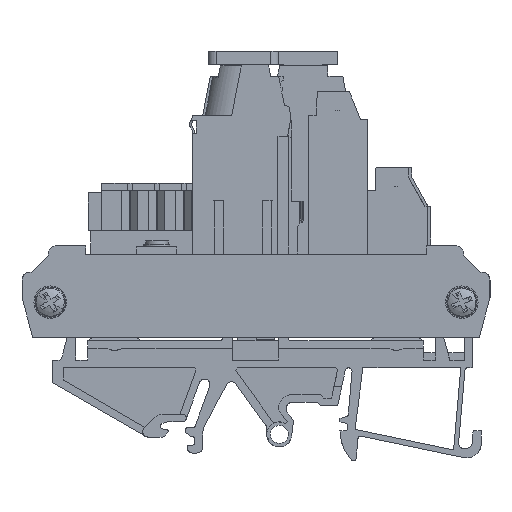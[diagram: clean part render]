
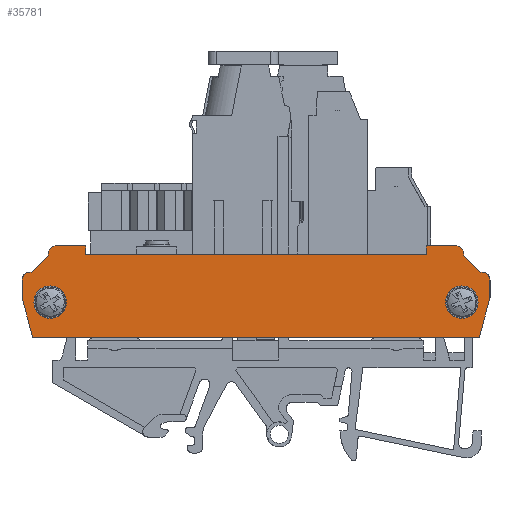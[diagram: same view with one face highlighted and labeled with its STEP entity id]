
A CAD part, left-side view. The second image highlights one B-rep face of the part: STEP entity #35781.
In plain terms, the highlighted planar face has unit normal (-1, 0, 0).
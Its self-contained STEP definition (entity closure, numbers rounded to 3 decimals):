
#2293=AXIS2_PLACEMENT_3D('Circle Axis2P3D',#2291,#2292,$) ;
#2334=AXIS2_PLACEMENT_3D('Circle Axis2P3D',#2332,#2333,$) ;
#35321=AXIS2_PLACEMENT_3D('Circle Axis2P3D',#35319,#35320,$) ;
#35339=AXIS2_PLACEMENT_3D('Circle Axis2P3D',#35337,#35338,$) ;
#35497=AXIS2_PLACEMENT_3D('Circle Axis2P3D',#35495,#35496,$) ;
#35540=AXIS2_PLACEMENT_3D('Circle Axis2P3D',#35538,#35539,$) ;
#35694=AXIS2_PLACEMENT_3D('Circle Axis2P3D',#35692,#35693,$) ;
#35737=AXIS2_PLACEMENT_3D('Circle Axis2P3D',#35735,#35736,$) ;
#35751=AXIS2_PLACEMENT_3D('Plane Axis2P3D',#35748,#35749,#35750) ;
#2288=CARTESIAN_POINT('Vertex',(0.,8.2,29.252)) ;
#2291=CARTESIAN_POINT('Axis2P3D Location',(0.,5.2,29.252)) ;
#2295=CARTESIAN_POINT('Vertex',(0.,2.2,29.252)) ;
#2329=CARTESIAN_POINT('Vertex',(0.,84.2,29.252)) ;
#2332=CARTESIAN_POINT('Axis2P3D Location',(0.,81.2,29.252)) ;
#2336=CARTESIAN_POINT('Vertex',(0.,78.2,29.252)) ;
#34854=CARTESIAN_POINT('Vertex',(0.,81.53,38.152)) ;
#34868=CARTESIAN_POINT('Vertex',(0.,81.53,37.922)) ;
#34871=CARTESIAN_POINT('Line Origine',(0.,81.53,38.037)) ;
#35165=CARTESIAN_POINT('Vertex',(0.,4.87,37.922)) ;
#35181=CARTESIAN_POINT('Vertex',(0.,4.87,38.152)) ;
#35184=CARTESIAN_POINT('Line Origine',(0.,4.87,38.037)) ;
#35319=CARTESIAN_POINT('Axis2P3D Location',(0.,81.2,29.252)) ;
#35337=CARTESIAN_POINT('Axis2P3D Location',(0.,5.2,29.252)) ;
#35359=CARTESIAN_POINT('Vertex',(0.,0.,30.084)) ;
#35366=CARTESIAN_POINT('Vertex',(0.,0.,33.292)) ;
#35369=CARTESIAN_POINT('Line Origine',(0.,0.,31.688)) ;
#35391=CARTESIAN_POINT('Vertex',(0.,1.965,22.752)) ;
#35394=CARTESIAN_POINT('Line Origine',(0.,0.982,26.418)) ;
#35412=CARTESIAN_POINT('Line Origine',(0.,43.2,22.752)) ;
#35416=CARTESIAN_POINT('Vertex',(0.,84.435,22.752)) ;
#35449=CARTESIAN_POINT('Vertex',(0.,86.4,30.084)) ;
#35452=CARTESIAN_POINT('Line Origine',(0.,85.418,26.418)) ;
#35474=CARTESIAN_POINT('Vertex',(0.,86.4,33.292)) ;
#35477=CARTESIAN_POINT('Line Origine',(0.,86.4,31.688)) ;
#35495=CARTESIAN_POINT('Axis2P3D Location',(0.,84.9,33.292)) ;
#35499=CARTESIAN_POINT('Vertex',(0.,84.677,34.775)) ;
#35520=CARTESIAN_POINT('Line Origine',(0.,83.103,36.349)) ;
#35538=CARTESIAN_POINT('Axis2P3D Location',(0.,80.03,38.152)) ;
#35542=CARTESIAN_POINT('Vertex',(0.,80.03,39.652)) ;
#35563=CARTESIAN_POINT('Line Origine',(0.,77.315,39.652)) ;
#35567=CARTESIAN_POINT('Vertex',(0.,74.6,39.652)) ;
#35590=CARTESIAN_POINT('Line Origine',(0.,74.6,38.852)) ;
#35594=CARTESIAN_POINT('Vertex',(0.,74.6,38.052)) ;
#35615=CARTESIAN_POINT('Line Origine',(0.,43.2,38.052)) ;
#35619=CARTESIAN_POINT('Vertex',(0.,11.8,38.052)) ;
#35640=CARTESIAN_POINT('Line Origine',(0.,11.8,38.852)) ;
#35644=CARTESIAN_POINT('Vertex',(0.,11.8,39.652)) ;
#35665=CARTESIAN_POINT('Line Origine',(0.,9.085,39.652)) ;
#35669=CARTESIAN_POINT('Vertex',(0.,6.37,39.652)) ;
#35692=CARTESIAN_POINT('Axis2P3D Location',(0.,6.37,38.152)) ;
#35714=CARTESIAN_POINT('Vertex',(0.,1.723,34.775)) ;
#35717=CARTESIAN_POINT('Line Origine',(0.,3.297,36.349)) ;
#35735=CARTESIAN_POINT('Axis2P3D Location',(0.,1.5,33.292)) ;
#35748=CARTESIAN_POINT('Axis2P3D Location',(0.,1.5,33.292)) ;
#2292=DIRECTION('Axis2P3D Direction',(-1.,0.,0.)) ;
#2333=DIRECTION('Axis2P3D Direction',(-1.,0.,0.)) ;
#34872=DIRECTION('Vector Direction',(0.,0.,-1.)) ;
#35185=DIRECTION('Vector Direction',(0.,0.,1.)) ;
#35320=DIRECTION('Axis2P3D Direction',(-1.,0.,0.)) ;
#35338=DIRECTION('Axis2P3D Direction',(-1.,0.,0.)) ;
#35370=DIRECTION('Vector Direction',(0.,0.,-1.)) ;
#35395=DIRECTION('Vector Direction',(0.,0.259,-0.966)) ;
#35413=DIRECTION('Vector Direction',(0.,1.,0.)) ;
#35453=DIRECTION('Vector Direction',(0.,0.259,0.966)) ;
#35478=DIRECTION('Vector Direction',(0.,0.,1.)) ;
#35496=DIRECTION('Axis2P3D Direction',(1.,0.,0.)) ;
#35521=DIRECTION('Vector Direction',(0.,-0.707,0.707)) ;
#35539=DIRECTION('Axis2P3D Direction',(1.,0.,0.)) ;
#35564=DIRECTION('Vector Direction',(0.,-1.,0.)) ;
#35591=DIRECTION('Vector Direction',(0.,0.,-1.)) ;
#35616=DIRECTION('Vector Direction',(0.,-1.,0.)) ;
#35641=DIRECTION('Vector Direction',(0.,0.,1.)) ;
#35666=DIRECTION('Vector Direction',(0.,-1.,0.)) ;
#35693=DIRECTION('Axis2P3D Direction',(1.,0.,0.)) ;
#35718=DIRECTION('Vector Direction',(0.,-0.707,-0.707)) ;
#35736=DIRECTION('Axis2P3D Direction',(1.,0.,0.)) ;
#35749=DIRECTION('Axis2P3D Direction',(1.,0.,0.)) ;
#35750=DIRECTION('Axis2P3D XDirection',(0.,1.,0.)) ;
#34873=VECTOR('Line Direction',#34872,1.) ;
#35186=VECTOR('Line Direction',#35185,1.) ;
#35371=VECTOR('Line Direction',#35370,1.) ;
#35396=VECTOR('Line Direction',#35395,1.) ;
#35414=VECTOR('Line Direction',#35413,1.) ;
#35454=VECTOR('Line Direction',#35453,1.) ;
#35479=VECTOR('Line Direction',#35478,1.) ;
#35522=VECTOR('Line Direction',#35521,1.) ;
#35565=VECTOR('Line Direction',#35564,1.) ;
#35592=VECTOR('Line Direction',#35591,1.) ;
#35617=VECTOR('Line Direction',#35616,1.) ;
#35642=VECTOR('Line Direction',#35641,1.) ;
#35667=VECTOR('Line Direction',#35666,1.) ;
#35719=VECTOR('Line Direction',#35718,1.) ;
#35754=ORIENTED_EDGE('',*,*,#35721,.F.) ;
#35755=ORIENTED_EDGE('',*,*,#35188,.T.) ;
#35756=ORIENTED_EDGE('',*,*,#35696,.F.) ;
#35757=ORIENTED_EDGE('',*,*,#35671,.F.) ;
#35758=ORIENTED_EDGE('',*,*,#35646,.F.) ;
#35759=ORIENTED_EDGE('',*,*,#35621,.F.) ;
#35760=ORIENTED_EDGE('',*,*,#35596,.F.) ;
#35761=ORIENTED_EDGE('',*,*,#35569,.F.) ;
#35762=ORIENTED_EDGE('',*,*,#35544,.F.) ;
#35763=ORIENTED_EDGE('',*,*,#34875,.T.) ;
#35764=ORIENTED_EDGE('',*,*,#35524,.F.) ;
#35765=ORIENTED_EDGE('',*,*,#35501,.F.) ;
#35766=ORIENTED_EDGE('',*,*,#35481,.F.) ;
#35767=ORIENTED_EDGE('',*,*,#35456,.F.) ;
#35768=ORIENTED_EDGE('',*,*,#35418,.F.) ;
#35769=ORIENTED_EDGE('',*,*,#35398,.F.) ;
#35770=ORIENTED_EDGE('',*,*,#35373,.F.) ;
#35771=ORIENTED_EDGE('',*,*,#35739,.F.) ;
#35774=ORIENTED_EDGE('',*,*,#35341,.F.) ;
#35775=ORIENTED_EDGE('',*,*,#2297,.F.) ;
#35778=ORIENTED_EDGE('',*,*,#35323,.F.) ;
#35779=ORIENTED_EDGE('',*,*,#2338,.F.) ;
#35776=FACE_BOUND('',#35773,.T.) ;
#35780=FACE_BOUND('',#35777,.T.) ;
#35781=ADVANCED_FACE('NONE',(#35772,#35776,#35780),#35752,.F.) ;
#2294=CIRCLE('generated circle',#2293,3.) ;
#2335=CIRCLE('generated circle',#2334,3.) ;
#35322=CIRCLE('generated circle',#35321,3.) ;
#35340=CIRCLE('generated circle',#35339,3.) ;
#35498=CIRCLE('generated circle',#35497,1.5) ;
#35541=CIRCLE('generated circle',#35540,1.5) ;
#35695=CIRCLE('generated circle',#35694,1.5) ;
#35738=CIRCLE('generated circle',#35737,1.5) ;
#2297=EDGE_CURVE('',#2289,#2296,#2294,.T.) ;
#2338=EDGE_CURVE('',#2330,#2337,#2335,.T.) ;
#34875=EDGE_CURVE('',#34855,#34869,#34874,.T.) ;
#35188=EDGE_CURVE('',#35166,#35182,#35187,.T.) ;
#35323=EDGE_CURVE('',#2337,#2330,#35322,.T.) ;
#35341=EDGE_CURVE('',#2296,#2289,#35340,.T.) ;
#35373=EDGE_CURVE('',#35367,#35360,#35372,.T.) ;
#35398=EDGE_CURVE('',#35360,#35392,#35397,.T.) ;
#35418=EDGE_CURVE('',#35392,#35417,#35415,.T.) ;
#35456=EDGE_CURVE('',#35417,#35450,#35455,.T.) ;
#35481=EDGE_CURVE('',#35450,#35475,#35480,.T.) ;
#35501=EDGE_CURVE('',#35475,#35500,#35498,.T.) ;
#35524=EDGE_CURVE('',#35500,#34869,#35523,.T.) ;
#35544=EDGE_CURVE('',#34855,#35543,#35541,.T.) ;
#35569=EDGE_CURVE('',#35543,#35568,#35566,.T.) ;
#35596=EDGE_CURVE('',#35568,#35595,#35593,.T.) ;
#35621=EDGE_CURVE('',#35595,#35620,#35618,.T.) ;
#35646=EDGE_CURVE('',#35620,#35645,#35643,.T.) ;
#35671=EDGE_CURVE('',#35645,#35670,#35668,.T.) ;
#35696=EDGE_CURVE('',#35670,#35182,#35695,.T.) ;
#35721=EDGE_CURVE('',#35166,#35715,#35720,.T.) ;
#35739=EDGE_CURVE('',#35715,#35367,#35738,.T.) ;
#35753=EDGE_LOOP('',(#35754,#35755,#35756,#35757,#35758,#35759,#35760,#35761,#35762,#35763,#35764,#35765,#35766,#35767,#35768,#35769,#35770,#35771)) ;
#35773=EDGE_LOOP('',(#35774,#35775)) ;
#35777=EDGE_LOOP('',(#35778,#35779)) ;
#35772=FACE_OUTER_BOUND('',#35753,.T.) ;
#34874=LINE('Line',#34871,#34873) ;
#35187=LINE('Line',#35184,#35186) ;
#35372=LINE('Line',#35369,#35371) ;
#35397=LINE('Line',#35394,#35396) ;
#35415=LINE('Line',#35412,#35414) ;
#35455=LINE('Line',#35452,#35454) ;
#35480=LINE('Line',#35477,#35479) ;
#35523=LINE('Line',#35520,#35522) ;
#35566=LINE('Line',#35563,#35565) ;
#35593=LINE('Line',#35590,#35592) ;
#35618=LINE('Line',#35615,#35617) ;
#35643=LINE('Line',#35640,#35642) ;
#35668=LINE('Line',#35665,#35667) ;
#35720=LINE('Line',#35717,#35719) ;
#35752=PLANE('',#35751) ;
#2289=VERTEX_POINT('',#2288) ;
#2296=VERTEX_POINT('',#2295) ;
#2330=VERTEX_POINT('',#2329) ;
#2337=VERTEX_POINT('',#2336) ;
#34855=VERTEX_POINT('',#34854) ;
#34869=VERTEX_POINT('',#34868) ;
#35166=VERTEX_POINT('',#35165) ;
#35182=VERTEX_POINT('',#35181) ;
#35360=VERTEX_POINT('',#35359) ;
#35367=VERTEX_POINT('',#35366) ;
#35392=VERTEX_POINT('',#35391) ;
#35417=VERTEX_POINT('',#35416) ;
#35450=VERTEX_POINT('',#35449) ;
#35475=VERTEX_POINT('',#35474) ;
#35500=VERTEX_POINT('',#35499) ;
#35543=VERTEX_POINT('',#35542) ;
#35568=VERTEX_POINT('',#35567) ;
#35595=VERTEX_POINT('',#35594) ;
#35620=VERTEX_POINT('',#35619) ;
#35645=VERTEX_POINT('',#35644) ;
#35670=VERTEX_POINT('',#35669) ;
#35715=VERTEX_POINT('',#35714) ;
